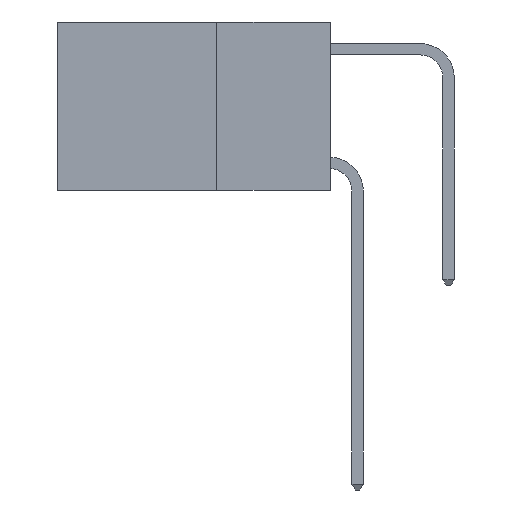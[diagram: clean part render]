
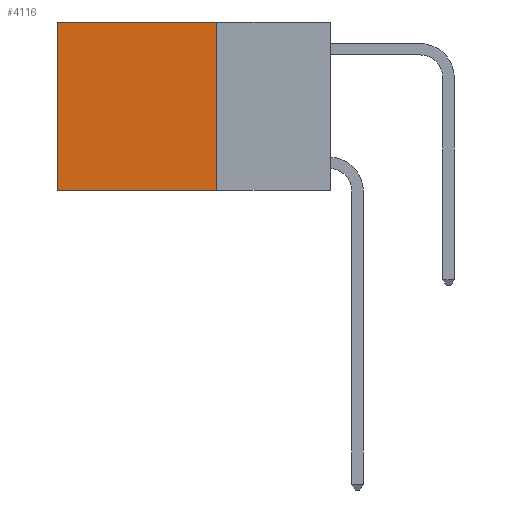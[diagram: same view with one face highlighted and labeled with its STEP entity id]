
A CAD part, left-side view. The second image highlights one B-rep face of the part: STEP entity #4116.
In plain terms, the highlighted planar face has unit normal (-1, 0, 0).
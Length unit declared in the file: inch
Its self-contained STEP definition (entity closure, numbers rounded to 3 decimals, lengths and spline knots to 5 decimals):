
#54 = LINE ( 'NONE', #11103, #2646 ) ;
#550 = FACE_OUTER_BOUND ( 'NONE', #4879, .T. ) ;
#1295 = LINE ( 'NONE', #5723, #12363 ) ;
#1774 = DIRECTION ( 'NONE',  ( 0., 0., -1. ) ) ;
#1929 = EDGE_CURVE ( 'NONE', #4728, #7746, #1295, .T. ) ;
#2646 = VECTOR ( 'NONE', #1774, 39.37008 ) ;
#3239 = VECTOR ( 'NONE', #9176, 39.37008 ) ;
#3395 = CARTESIAN_POINT ( 'NONE',  ( 0.2625, 0.6, -0.37 ) ) ;
#3397 = ORIENTED_EDGE ( 'NONE', *, *, #1929, .T. ) ;
#3740 = DIRECTION ( 'NONE',  ( 0., 1., 0. ) ) ;
#3943 = AXIS2_PLACEMENT_3D ( 'NONE', #8438, #4287, #11543 ) ;
#4116 = ADVANCED_FACE ( 'NONE', ( #550 ), #10532, .F. ) ;
#4287 = DIRECTION ( 'NONE',  ( 1., 0., 0. ) ) ;
#4335 = CARTESIAN_POINT ( 'NONE',  ( 0.2625, 0.6, 0. ) ) ;
#4728 = VERTEX_POINT ( 'NONE', #4335 ) ;
#4879 = EDGE_LOOP ( 'NONE', ( #3397, #10882, #11506, #11198 ) ) ;
#4908 = VECTOR ( 'NONE', #3740, 39.37008 ) ;
#5723 = CARTESIAN_POINT ( 'NONE',  ( 0.2625, 0.6, 0. ) ) ;
#6301 = LINE ( 'NONE', #10213, #3239 ) ;
#6805 = CARTESIAN_POINT ( 'NONE',  ( 0.2625, 0.25, 0. ) ) ;
#7699 = LINE ( 'NONE', #6805, #4908 ) ;
#7746 = VERTEX_POINT ( 'NONE', #3395 ) ;
#8438 = CARTESIAN_POINT ( 'NONE',  ( 0.2625, 0.25, 0. ) ) ;
#9176 = DIRECTION ( 'NONE',  ( 0., 1., 0. ) ) ;
#9291 = VERTEX_POINT ( 'NONE', #10076 ) ;
#9748 = VERTEX_POINT ( 'NONE', #11794 ) ;
#10076 = CARTESIAN_POINT ( 'NONE',  ( 0.2625, 0.25, -0.37 ) ) ;
#10213 = CARTESIAN_POINT ( 'NONE',  ( 0.2625, 0.25, -0.37 ) ) ;
#10313 = EDGE_CURVE ( 'NONE', #9748, #9291, #54, .T. ) ;
#10532 = PLANE ( 'NONE',  #3943 ) ;
#10858 = EDGE_CURVE ( 'NONE', #9748, #4728, #7699, .T. ) ;
#10882 = ORIENTED_EDGE ( 'NONE', *, *, #13179, .F. ) ;
#11103 = CARTESIAN_POINT ( 'NONE',  ( 0.2625, 0.25, 0. ) ) ;
#11198 = ORIENTED_EDGE ( 'NONE', *, *, #10858, .T. ) ;
#11506 = ORIENTED_EDGE ( 'NONE', *, *, #10313, .F. ) ;
#11543 = DIRECTION ( 'NONE',  ( 0., 0., -1. ) ) ;
#11794 = CARTESIAN_POINT ( 'NONE',  ( 0.2625, 0.25, 0. ) ) ;
#12363 = VECTOR ( 'NONE', #12952, 39.37008 ) ;
#12952 = DIRECTION ( 'NONE',  ( 0., 0., -1. ) ) ;
#13179 = EDGE_CURVE ( 'NONE', #9291, #7746, #6301, .T. ) ;
